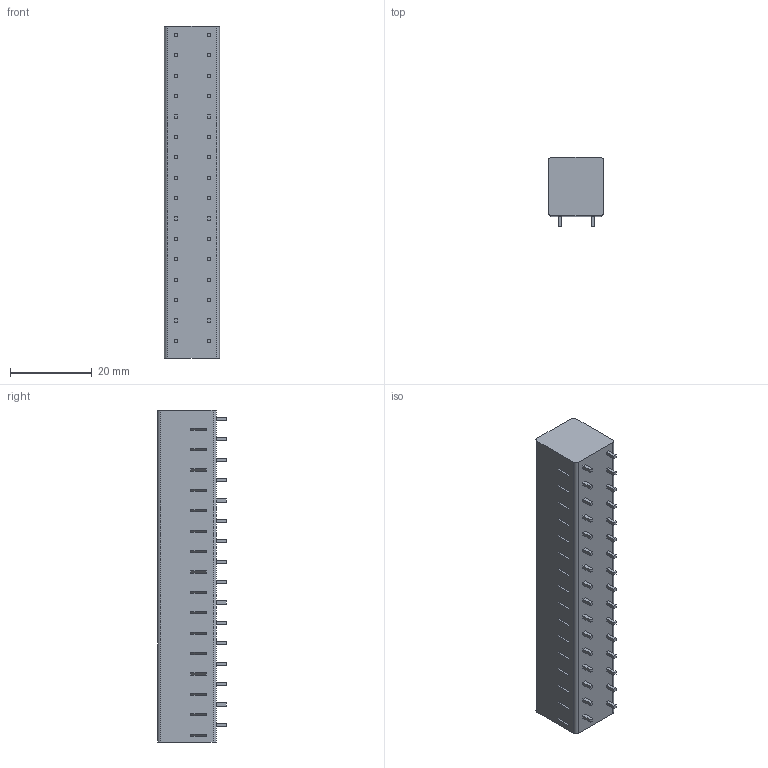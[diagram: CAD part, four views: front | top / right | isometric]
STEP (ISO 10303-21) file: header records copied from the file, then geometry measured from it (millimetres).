
FILE_DESCRIPTION((''),'2;1');
FILE_NAME('PRT0009','2024-09-23T',('sj'),(''),'PRO/ENGINEER BY PARAMETRIC TECHNOLOGY CORPORATION, 2013240','PRO/ENGINEER BY PARAMETRIC TECHNOLOGY CORPORATION, 2013240','');
FILE_SCHEMA(('AUTOMOTIVE_DESIGN_CC2 { 1 2 10303 214 -1 1 5 2 }'));
Length unit declared in the file: millimetre
Products named in the file (1): PRT0009
Bounding box: 13.5 x 16.9 x 81.4 mm (x, y, z)
Volume: 15042.7 mm3; surface area: 5892.5 mm2
Topology: 1 solids, 1 shells, 842 faces, 1992 edges, 1264 vertices
Faces by surface type: plane 454, cylinder 260, torus 64, cone 32, bspline 32
Entity records: 25560 total; most frequent: CARTESIAN_POINT 6026, DIRECTION 4068, ORIENTED_EDGE 3984, EDGE_CURVE 1992, AXIS2_PLACEMENT_3D 1426, VERTEX_POINT 1264, VECTOR 1216, LINE 1216
